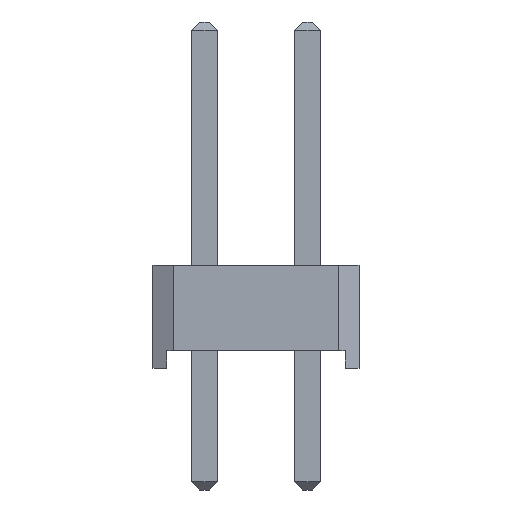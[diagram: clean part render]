
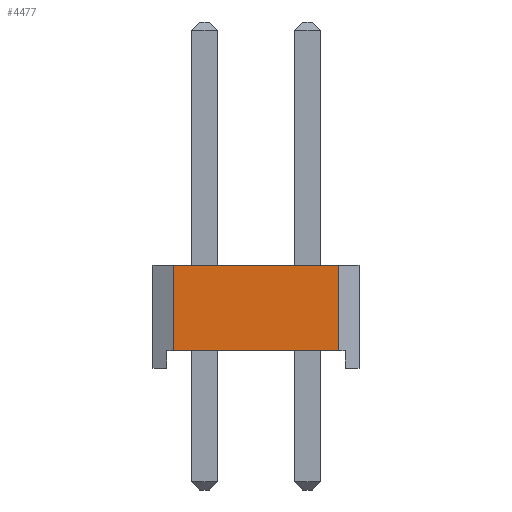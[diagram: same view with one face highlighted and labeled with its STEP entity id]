
A CAD part, front view. The second image highlights one B-rep face of the part: STEP entity #4477.
In plain terms, the highlighted face is planar.
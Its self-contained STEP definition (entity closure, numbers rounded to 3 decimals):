
#188=ORIENTED_EDGE('',*,*,#1040,.T.);
#189=ORIENTED_EDGE('',*,*,#980,.T.);
#190=ORIENTED_EDGE('',*,*,#1041,.F.);
#191=ORIENTED_EDGE('',*,*,#1011,.F.);
#980=EDGE_CURVE('',#1426,#1427,#1702,.T.);
#1011=EDGE_CURVE('',#1436,#1437,#1733,.T.);
#1040=EDGE_CURVE('',#1436,#1426,#1762,.T.);
#1041=EDGE_CURVE('',#1437,#1427,#1763,.T.);
#1426=VERTEX_POINT('',#5801);
#1427=VERTEX_POINT('',#5802);
#1436=VERTEX_POINT('',#5849);
#1437=VERTEX_POINT('',#5851);
#1702=LINE('',#5800,#2148);
#1733=LINE('',#5850,#2179);
#1762=LINE('',#5897,#2208);
#1763=LINE('',#5898,#2209);
#2148=VECTOR('',#4928,1000.);
#2179=VECTOR('',#4975,1000.);
#2208=VECTOR('',#5022,1000.);
#2209=VECTOR('',#5023,1000.);
#2563=EDGE_LOOP('',(#188,#189,#190,#191));
#2767=FACE_BOUND('',#2563,.T.);
#2971=PLANE('',#4672);
#4477=ADVANCED_FACE('',(#2767),#2971,.F.);
#4672=AXIS2_PLACEMENT_3D('',#5896,#5020,#5021);
#4928=DIRECTION('',(0.,1.,0.));
#4975=DIRECTION('',(0.,1.,0.));
#5020=DIRECTION('',(-1.,0.,0.));
#5021=DIRECTION('',(0.,0.,1.));
#5022=DIRECTION('',(0.,0.,-1.));
#5023=DIRECTION('',(0.,0.,-1.));
#5800=CARTESIAN_POINT('',(5.08,0.,-3.31));
#5801=CARTESIAN_POINT('',(5.08,-0.832,-3.31));
#5802=CARTESIAN_POINT('',(5.08,1.27,-3.31));
#5849=CARTESIAN_POINT('',(5.08,-0.832,0.77));
#5850=CARTESIAN_POINT('',(5.08,0.,0.77));
#5851=CARTESIAN_POINT('',(5.08,1.27,0.77));
#5896=CARTESIAN_POINT('',(5.08,0.,0.));
#5897=CARTESIAN_POINT('',(5.08,-0.832,0.93));
#5898=CARTESIAN_POINT('',(5.08,1.27,1.27));
